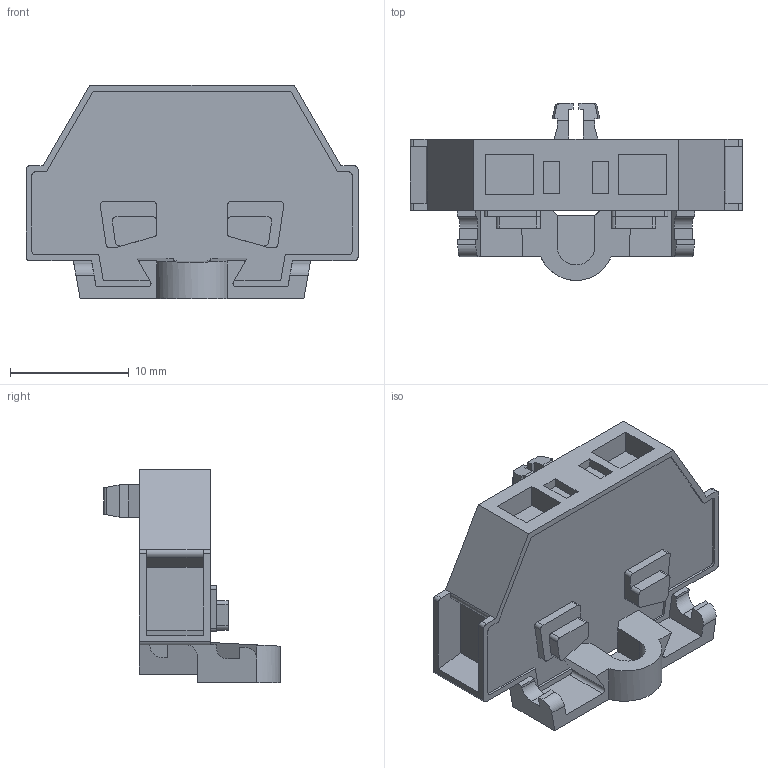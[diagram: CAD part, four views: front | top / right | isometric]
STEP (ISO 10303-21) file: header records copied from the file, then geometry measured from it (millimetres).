
FILE_DESCRIPTION( ( 'STEP AP214' ), '1' );
FILE_NAME( '零件1.stp', '2023-01-05T11:59:54', ( ' ' ), ( ' ' ), 'XStep 1.0', ' ', ' ' );
FILE_SCHEMA( ( 'CONFIG_CONTROL_DESIGN) ( )' ) );
Length unit declared in the file: metre
Products named in the file (1): 3
Bounding box: 28 x 14.9 x 18 mm (x, y, z)
Volume: 2411.6 mm3; surface area: 1894 mm2
Topology: 1 solids, 1 shells, 184 faces, 520 edges, 344 vertices
Faces by surface type: plane 142, cylinder 42
Entity records: 7396 total; most frequent: CARTESIAN_POINT 1049, ORIENTED_EDGE 1040, DIRECTION 974, EDGE_CURVE 520, LINE 436, VECTOR 436, VERTEX_POINT 344, AXIS2_PLACEMENT_3D 269
